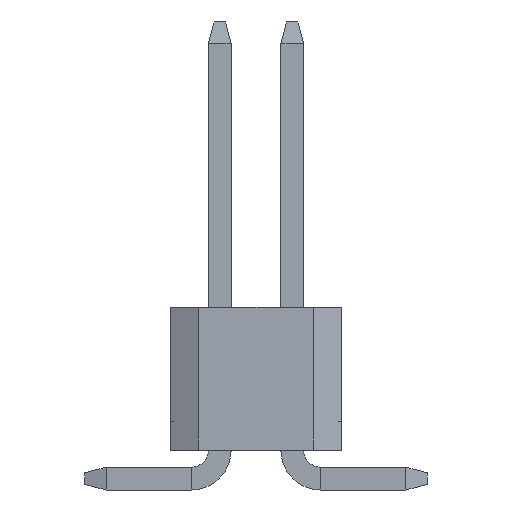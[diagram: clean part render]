
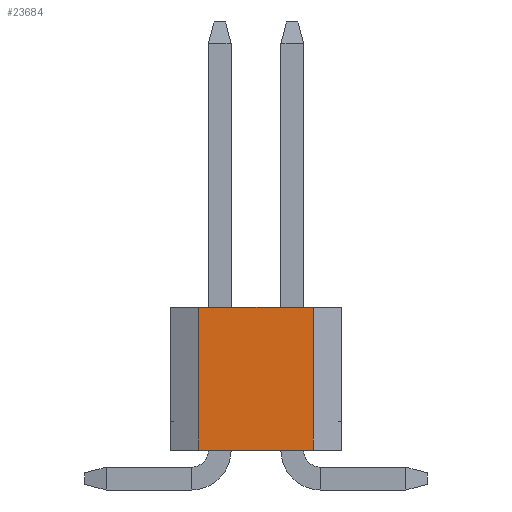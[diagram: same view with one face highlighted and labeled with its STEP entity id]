
A CAD part, left-side view. The second image highlights one B-rep face of the part: STEP entity #23684.
In plain terms, the highlighted planar face has unit normal (-1, 0, 0).
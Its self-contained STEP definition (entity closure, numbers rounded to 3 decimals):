
#557 = CARTESIAN_POINT ( 'NONE',  ( -1.905, -1.5, 2.5 ) ) ;
#1975 = CARTESIAN_POINT ( 'NONE',  ( -1.905, -1., 2.5 ) ) ;
#3041 = VECTOR ( 'NONE', #26007, 1000. ) ;
#5211 = CARTESIAN_POINT ( 'NONE',  ( -1.905, -1.5, 0. ) ) ;
#7815 = LINE ( 'NONE', #48464, #46902 ) ;
#8364 = DIRECTION ( 'NONE',  ( 0., 0., 1. ) ) ;
#9620 = DIRECTION ( 'NONE',  ( 0., 0., -1. ) ) ;
#10564 = ORIENTED_EDGE ( 'NONE', *, *, #47819, .T. ) ;
#12350 = CARTESIAN_POINT ( 'NONE',  ( -1.905, -1.5, 2.5 ) ) ;
#14874 = ORIENTED_EDGE ( 'NONE', *, *, #57264, .F. ) ;
#15258 = CARTESIAN_POINT ( 'NONE',  ( -1.905, 1., 2.5 ) ) ;
#17799 = CARTESIAN_POINT ( 'NONE',  ( -1.905, -1., 0. ) ) ;
#17889 = EDGE_CURVE ( 'NONE', #26323, #53072, #7815, .T. ) ;
#19266 = PLANE ( 'NONE',  #40394 ) ;
#23684 = ADVANCED_FACE ( 'NONE', ( #50875 ), #19266, .F. ) ;
#25532 = LINE ( 'NONE', #12350, #32803 ) ;
#25726 = CARTESIAN_POINT ( 'NONE',  ( -1.905, 1., 0. ) ) ;
#26007 = DIRECTION ( 'NONE',  ( 0., 0., 1. ) ) ;
#26323 = VERTEX_POINT ( 'NONE', #17799 ) ;
#28063 = CARTESIAN_POINT ( 'NONE',  ( -1.905, 1., 0. ) ) ;
#30489 = DIRECTION ( 'NONE',  ( 0., -1., 0. ) ) ;
#32803 = VECTOR ( 'NONE', #30489, 1000. ) ;
#33178 = VERTEX_POINT ( 'NONE', #15258 ) ;
#34508 = LINE ( 'NONE', #25726, #3041 ) ;
#36642 = EDGE_CURVE ( 'NONE', #48737, #33178, #34508, .T. ) ;
#37133 = DIRECTION ( 'NONE',  ( 1., 0., 0. ) ) ;
#37148 = ORIENTED_EDGE ( 'NONE', *, *, #17889, .T. ) ;
#40394 = AXIS2_PLACEMENT_3D ( 'NONE', #557, #37133, #9620 ) ;
#44443 = ORIENTED_EDGE ( 'NONE', *, *, #36642, .F. ) ;
#46902 = VECTOR ( 'NONE', #8364, 1000. ) ;
#47819 = EDGE_CURVE ( 'NONE', #48737, #26323, #49406, .T. ) ;
#48464 = CARTESIAN_POINT ( 'NONE',  ( -1.905, -1., 0. ) ) ;
#48737 = VERTEX_POINT ( 'NONE', #28063 ) ;
#48830 = DIRECTION ( 'NONE',  ( 0., -1., 0. ) ) ;
#49406 = LINE ( 'NONE', #5211, #52040 ) ;
#50875 = FACE_OUTER_BOUND ( 'NONE', #56430, .T. ) ;
#52040 = VECTOR ( 'NONE', #48830, 1000. ) ;
#53072 = VERTEX_POINT ( 'NONE', #1975 ) ;
#56430 = EDGE_LOOP ( 'NONE', ( #10564, #37148, #14874, #44443 ) ) ;
#57264 = EDGE_CURVE ( 'NONE', #33178, #53072, #25532, .T. ) ;
